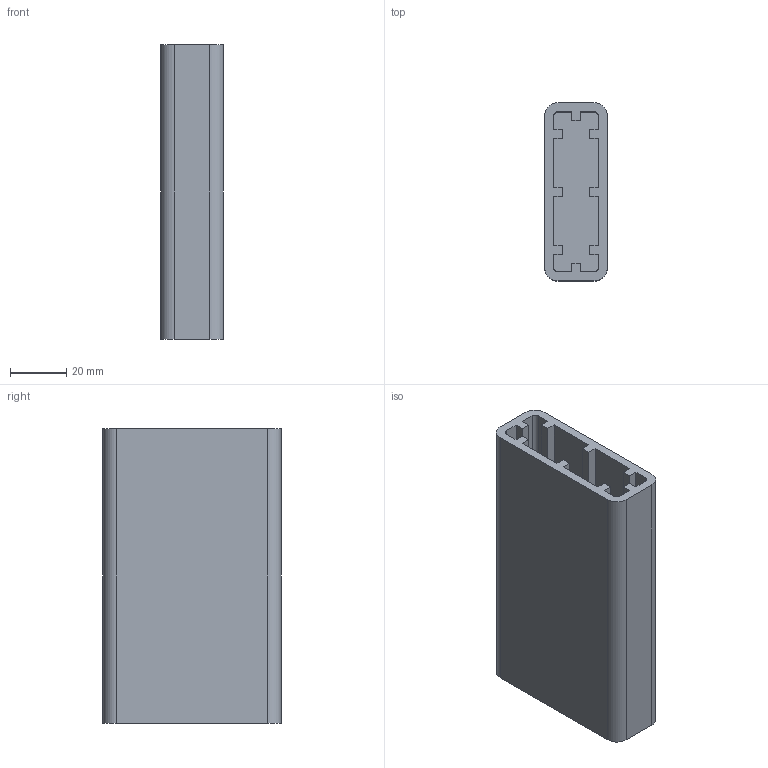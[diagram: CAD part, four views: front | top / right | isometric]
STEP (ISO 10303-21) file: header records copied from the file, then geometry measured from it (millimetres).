
FILE_DESCRIPTION(('', 'CAx-IF Rec.Pracs.---Representation and Presentation of Product Manufacturing Information (PMI)---4.0---2014-10-13'),'2;1');
FILE_NAME('SGN1035 3D.STP', '2021-05-13T18:54:16',(''), (''), 'Kubotek Kosmos Version 3.0.7268.7268', 'KeyCreator Pro', '');
FILE_SCHEMA(('AP242_MANAGED_MODEL_BASED_3D_ENGINEERING_MIM_LF { 1 0 10303 442 1 1 4 }'));
Length unit declared in the file: inch
Bounding box: 22.35 x 63.5 x 104.78 mm (x, y, z)
Volume: 61843.5 mm3; surface area: 39594.8 mm2
Topology: 1 solids, 1 shells, 55 faces, 160 edges, 107 vertices
Faces by surface type: plane 46, cylinder 9
Full cylindrical faces by diameter (mm): 9.652 x1
Entity records: 1807 total; most frequent: ORIENTED_EDGE 320, CARTESIAN_POINT 317, DIRECTION 287, EDGE_CURVE 160, VECTOR 133, LINE 133, VERTEX_POINT 107, AXIS2_PLACEMENT_3D 77
